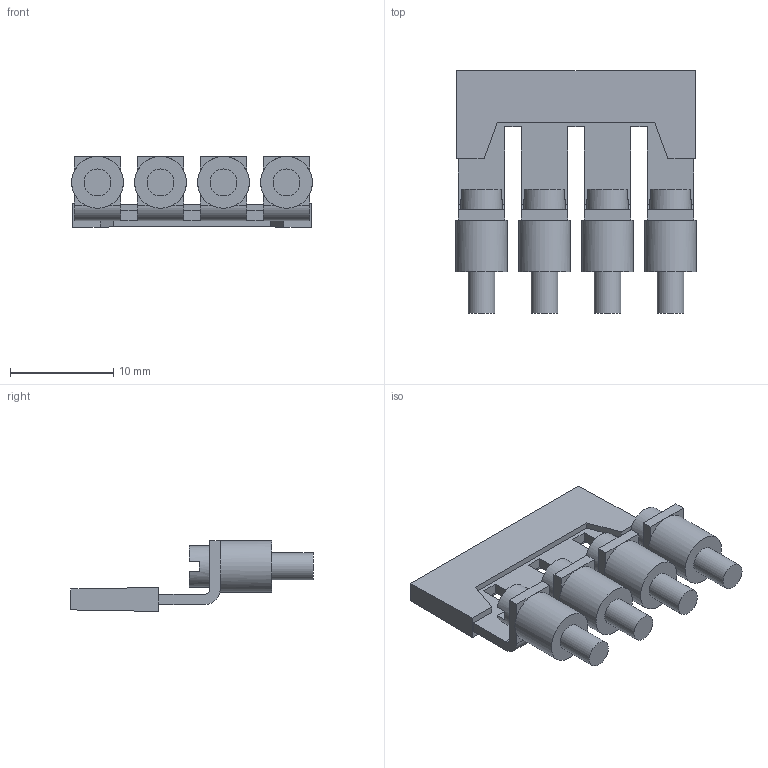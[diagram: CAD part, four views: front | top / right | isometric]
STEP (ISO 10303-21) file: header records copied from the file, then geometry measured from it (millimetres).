
FILE_DESCRIPTION(/* description */ (''),/* implementation_level */ '2;1');
FILE_NAME(/* name */ '2742_2_QI_4_RK_25-4.stp',/* time_stamp */ '2021-09-08T09:06:46+02:00',/* author */ (''),/* organization */ (''),/* preprocessor_version */ 'ST-DEVELOPER v16.7',/* originating_system */ 'SIEMENS PLM Software NX 12.0',/* authorisation */ '');
FILE_SCHEMA (('AUTOMOTIVE_DESIGN { 1 0 10303 214 3 1 1 1 }'));
Length unit declared in the file: millimetre
Products named in the file (1): 2742_2_QI_4_RK_25-4
Bounding box: 23.3 x 23.45 x 6.86 mm (x, y, z)
Volume: 1082.8 mm3; surface area: 1673.5 mm2
Topology: 1 solids, 5 shells, 126 faces, 304 edges, 196 vertices
Faces by surface type: plane 98, cylinder 28
Full cylindrical faces by diameter (mm): 2.6 x8, 3.3 x4, 4 x4, 5 x4
Entity records: 3547 total; most frequent: DIRECTION 608, CARTESIAN_POINT 593, ORIENTED_EDGE 536, EDGE_CURVE 268, AXIS2_PLACEMENT_3D 219, VERTEX_POINT 180, LINE 170, VECTOR 170
